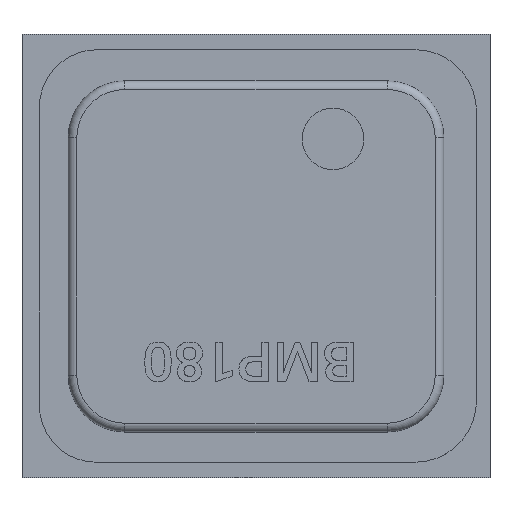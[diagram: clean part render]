
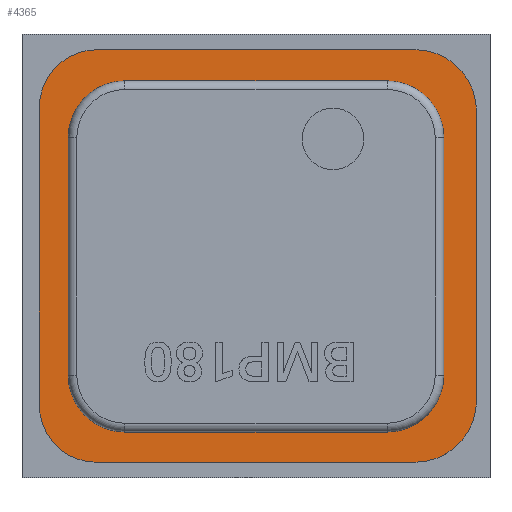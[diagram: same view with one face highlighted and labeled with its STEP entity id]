
A CAD part, top view. The second image highlights one B-rep face of the part: STEP entity #4365.
In plain terms, the highlighted planar face has unit normal (0, 0, 1).
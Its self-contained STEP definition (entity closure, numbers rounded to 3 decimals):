
#108 = EDGE_CURVE('',#109,#111,#113,.T.);
#109 = VERTEX_POINT('',#110);
#110 = CARTESIAN_POINT('',(1.065,1.42,0.3));
#111 = VERTEX_POINT('',#112);
#112 = CARTESIAN_POINT('',(-1.065,1.42,0.3));
#113 = LINE('',#114,#115);
#114 = CARTESIAN_POINT('',(-0.527,1.42,0.3));
#115 = VECTOR('',#116,1.);
#116 = DIRECTION('',(-1.,0.,0.));
#4344 = EDGE_CURVE('',#4345,#111,#4347,.T.);
#4345 = VERTEX_POINT('',#4346);
#4346 = CARTESIAN_POINT('',(-1.525,0.96,0.3));
#4347 = CIRCLE('',#4348,0.46);
#4348 = AXIS2_PLACEMENT_3D('',#4349,#4350,#4351);
#4349 = CARTESIAN_POINT('',(-1.065,0.96,0.3));
#4350 = DIRECTION('',(0.,0.,-1.));
#4351 = DIRECTION('',(1.,0.,0.));
#4365 = ADVANCED_FACE('',(#4366,#4436),#4489,.F.);
#4366 = FACE_BOUND('',#4367,.F.);
#4367 = EDGE_LOOP('',(#4368,#4378,#4387,#4395,#4404,#4412,#4421,#4429));
#4368 = ORIENTED_EDGE('',*,*,#4369,.T.);
#4369 = EDGE_CURVE('',#4370,#4372,#4374,.T.);
#4370 = VERTEX_POINT('',#4371);
#4371 = CARTESIAN_POINT('',(-1.29,1.675,0.3));
#4372 = VERTEX_POINT('',#4373);
#4373 = CARTESIAN_POINT('',(1.29,1.675,0.3));
#4374 = LINE('',#4375,#4376);
#4375 = CARTESIAN_POINT('',(-1.29,1.675,0.3));
#4376 = VECTOR('',#4377,1.);
#4377 = DIRECTION('',(1.,0.,0.));
#4378 = ORIENTED_EDGE('',*,*,#4379,.F.);
#4379 = EDGE_CURVE('',#4380,#4372,#4382,.T.);
#4380 = VERTEX_POINT('',#4381);
#4381 = CARTESIAN_POINT('',(1.79,1.175,0.3));
#4382 = CIRCLE('',#4383,0.5);
#4383 = AXIS2_PLACEMENT_3D('',#4384,#4385,#4386);
#4384 = CARTESIAN_POINT('',(1.29,1.175,0.3));
#4385 = DIRECTION('',(0.,0.,1.));
#4386 = DIRECTION('',(1.,0.,0.));
#4387 = ORIENTED_EDGE('',*,*,#4388,.T.);
#4388 = EDGE_CURVE('',#4380,#4389,#4391,.T.);
#4389 = VERTEX_POINT('',#4390);
#4390 = CARTESIAN_POINT('',(1.79,-1.175,0.3));
#4391 = LINE('',#4392,#4393);
#4392 = CARTESIAN_POINT('',(1.79,1.175,0.3));
#4393 = VECTOR('',#4394,1.);
#4394 = DIRECTION('',(0.,-1.,0.));
#4395 = ORIENTED_EDGE('',*,*,#4396,.F.);
#4396 = EDGE_CURVE('',#4397,#4389,#4399,.T.);
#4397 = VERTEX_POINT('',#4398);
#4398 = CARTESIAN_POINT('',(1.29,-1.675,0.3));
#4399 = CIRCLE('',#4400,0.5);
#4400 = AXIS2_PLACEMENT_3D('',#4401,#4402,#4403);
#4401 = CARTESIAN_POINT('',(1.29,-1.175,0.3));
#4402 = DIRECTION('',(0.,0.,1.));
#4403 = DIRECTION('',(1.,0.,0.));
#4404 = ORIENTED_EDGE('',*,*,#4405,.T.);
#4405 = EDGE_CURVE('',#4397,#4406,#4408,.T.);
#4406 = VERTEX_POINT('',#4407);
#4407 = CARTESIAN_POINT('',(-1.297,-1.675,0.3));
#4408 = LINE('',#4409,#4410);
#4409 = CARTESIAN_POINT('',(1.29,-1.675,0.3));
#4410 = VECTOR('',#4411,1.);
#4411 = DIRECTION('',(-1.,0.,0.));
#4412 = ORIENTED_EDGE('',*,*,#4413,.F.);
#4413 = EDGE_CURVE('',#4414,#4406,#4416,.T.);
#4414 = VERTEX_POINT('',#4415);
#4415 = CARTESIAN_POINT('',(-1.76,-1.212,0.3));
#4416 = CIRCLE('',#4417,0.463);
#4417 = AXIS2_PLACEMENT_3D('',#4418,#4419,#4420);
#4418 = CARTESIAN_POINT('',(-1.297,-1.212,0.3));
#4419 = DIRECTION('',(0.,0.,1.));
#4420 = DIRECTION('',(1.,0.,0.));
#4421 = ORIENTED_EDGE('',*,*,#4422,.T.);
#4422 = EDGE_CURVE('',#4414,#4423,#4425,.T.);
#4423 = VERTEX_POINT('',#4424);
#4424 = CARTESIAN_POINT('',(-1.76,1.206,0.3));
#4425 = LINE('',#4426,#4427);
#4426 = CARTESIAN_POINT('',(-1.76,-1.212,0.3));
#4427 = VECTOR('',#4428,1.);
#4428 = DIRECTION('',(0.,1.,0.));
#4429 = ORIENTED_EDGE('',*,*,#4430,.F.);
#4430 = EDGE_CURVE('',#4370,#4423,#4431,.T.);
#4431 = CIRCLE('',#4432,0.469);
#4432 = AXIS2_PLACEMENT_3D('',#4433,#4434,#4435);
#4433 = CARTESIAN_POINT('',(-1.29,1.206,0.3));
#4434 = DIRECTION('',(0.,0.,1.));
#4435 = DIRECTION('',(1.,0.,0.));
#4436 = FACE_BOUND('',#4437,.F.);
#4437 = EDGE_LOOP('',(#4438,#4447,#4448,#4449,#4457,#4466,#4474,#4483));
#4438 = ORIENTED_EDGE('',*,*,#4439,.F.);
#4439 = EDGE_CURVE('',#109,#4440,#4442,.T.);
#4440 = VERTEX_POINT('',#4441);
#4441 = CARTESIAN_POINT('',(1.525,0.96,0.3));
#4442 = CIRCLE('',#4443,0.46);
#4443 = AXIS2_PLACEMENT_3D('',#4444,#4445,#4446);
#4444 = CARTESIAN_POINT('',(1.065,0.96,0.3));
#4445 = DIRECTION('',(0.,0.,-1.));
#4446 = DIRECTION('',(1.,0.,0.));
#4447 = ORIENTED_EDGE('',*,*,#108,.T.);
#4448 = ORIENTED_EDGE('',*,*,#4344,.F.);
#4449 = ORIENTED_EDGE('',*,*,#4450,.T.);
#4450 = EDGE_CURVE('',#4345,#4451,#4453,.T.);
#4451 = VERTEX_POINT('',#4452);
#4452 = CARTESIAN_POINT('',(-1.525,-0.97,0.3));
#4453 = LINE('',#4454,#4455);
#4454 = CARTESIAN_POINT('',(-1.525,-0.485,0.3));
#4455 = VECTOR('',#4456,1.);
#4456 = DIRECTION('',(0.,-1.,0.));
#4457 = ORIENTED_EDGE('',*,*,#4458,.F.);
#4458 = EDGE_CURVE('',#4459,#4451,#4461,.T.);
#4459 = VERTEX_POINT('',#4460);
#4460 = CARTESIAN_POINT('',(-1.065,-1.43,0.3));
#4461 = CIRCLE('',#4462,0.46);
#4462 = AXIS2_PLACEMENT_3D('',#4463,#4464,#4465);
#4463 = CARTESIAN_POINT('',(-1.065,-0.97,0.3));
#4464 = DIRECTION('',(0.,0.,-1.));
#4465 = DIRECTION('',(1.,0.,0.));
#4466 = ORIENTED_EDGE('',*,*,#4467,.T.);
#4467 = EDGE_CURVE('',#4459,#4468,#4470,.T.);
#4468 = VERTEX_POINT('',#4469);
#4469 = CARTESIAN_POINT('',(1.065,-1.43,0.3));
#4470 = LINE('',#4471,#4472);
#4471 = CARTESIAN_POINT('',(0.538,-1.43,0.3));
#4472 = VECTOR('',#4473,1.);
#4473 = DIRECTION('',(1.,0.,0.));
#4474 = ORIENTED_EDGE('',*,*,#4475,.F.);
#4475 = EDGE_CURVE('',#4476,#4468,#4478,.T.);
#4476 = VERTEX_POINT('',#4477);
#4477 = CARTESIAN_POINT('',(1.525,-0.97,0.3));
#4478 = CIRCLE('',#4479,0.46);
#4479 = AXIS2_PLACEMENT_3D('',#4480,#4481,#4482);
#4480 = CARTESIAN_POINT('',(1.065,-0.97,0.3));
#4481 = DIRECTION('',(0.,0.,-1.));
#4482 = DIRECTION('',(1.,0.,0.));
#4483 = ORIENTED_EDGE('',*,*,#4484,.T.);
#4484 = EDGE_CURVE('',#4476,#4440,#4485,.T.);
#4485 = LINE('',#4486,#4487);
#4486 = CARTESIAN_POINT('',(1.525,0.48,0.3));
#4487 = VECTOR('',#4488,1.);
#4488 = DIRECTION('',(0.,1.,0.));
#4489 = PLANE('',#4490);
#4490 = AXIS2_PLACEMENT_3D('',#4491,#4492,#4493);
#4491 = CARTESIAN_POINT('',(0.011,0.,0.3)
  );
#4492 = DIRECTION('',(-0.,-0.,-1.));
#4493 = DIRECTION('',(-1.,0.,0.));
